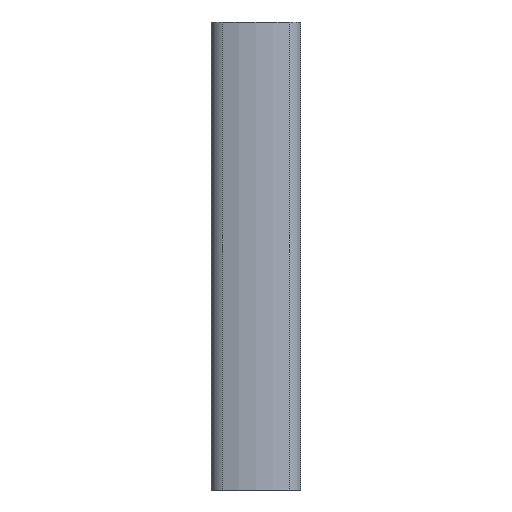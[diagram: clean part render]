
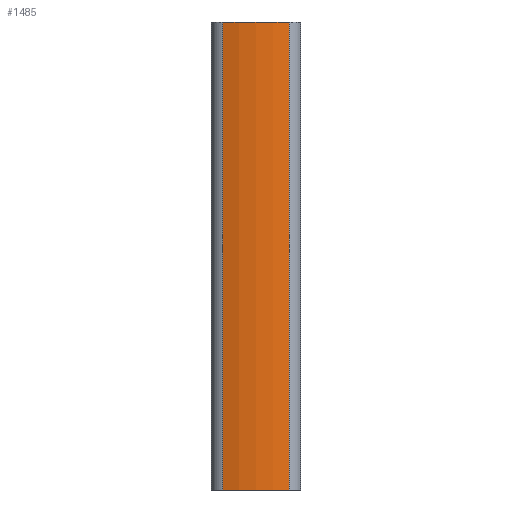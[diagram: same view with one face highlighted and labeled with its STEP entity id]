
A CAD part, front view. The second image highlights one B-rep face of the part: STEP entity #1485.
In plain terms, the highlighted cylindrical face has radius 12.3 mm (diameter 24.6 mm), a partial arc.
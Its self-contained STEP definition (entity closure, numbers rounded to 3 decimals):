
#45 = PLANE('',#46);
#46 = AXIS2_PLACEMENT_3D('',#47,#48,#49);
#47 = CARTESIAN_POINT('',(0.,-9.634,1.8));
#48 = DIRECTION('',(0.,0.,1.));
#49 = DIRECTION('',(-1.,0.,0.));
#102 = PLANE('',#103);
#103 = AXIS2_PLACEMENT_3D('',#104,#105,#106);
#104 = CARTESIAN_POINT('',(0.,-9.634,56.8));
#105 = DIRECTION('',(0.,0.,1.));
#106 = DIRECTION('',(-1.,0.,0.));
#146 = VERTEX_POINT('',#147);
#147 = CARTESIAN_POINT('',(3.914,-11.661,1.8));
#207 = ( BOUNDED_SURFACE() B_SPLINE_SURFACE(2,2,(
    (#208,#209,#210,#211,#212)
    ,(#213,#214,#215,#216,#217)
    ,(#218,#219,#220,#221,#222
)),.UNSPECIFIED.,.F.,.F.,.F.) B_SPLINE_SURFACE_WITH_KNOTS((3,3),(3,1,1,3
    ),(0.,55.),(-3.366,0.,55.,58.366),.UNSPECIFIED.) 
GEOMETRIC_REPRESENTATION_ITEM() RATIONAL_B_SPLINE_SURFACE((
    (1.,1.,1.,1.,1.)
    ,(0.599,0.599,0.599,0.599
      ,0.599)
,(1.,1.,1.,1.,1.))) REPRESENTATION_ITEM('') SURFACE() );
#208 = CARTESIAN_POINT('',(4.916,-8.618,-1.566));
#209 = CARTESIAN_POINT('',(4.916,-8.618,0.117));
#210 = CARTESIAN_POINT('',(4.916,-8.618,29.3));
#211 = CARTESIAN_POINT('',(4.916,-8.618,58.483));
#212 = CARTESIAN_POINT('',(4.916,-8.618,60.166));
#213 = CARTESIAN_POINT('',(6.449,-10.81,-1.566));
#214 = CARTESIAN_POINT('',(6.449,-10.81,0.117));
#215 = CARTESIAN_POINT('',(6.449,-10.81,29.3));
#216 = CARTESIAN_POINT('',(6.449,-10.81,58.483));
#217 = CARTESIAN_POINT('',(6.449,-10.81,60.166));
#218 = CARTESIAN_POINT('',(3.914,-11.661,-1.566));
#219 = CARTESIAN_POINT('',(3.914,-11.661,0.117));
#220 = CARTESIAN_POINT('',(3.914,-11.661,29.3));
#221 = CARTESIAN_POINT('',(3.914,-11.661,58.483));
#222 = CARTESIAN_POINT('',(3.914,-11.661,60.166));
#663 = VERTEX_POINT('',#664);
#664 = CARTESIAN_POINT('',(-3.914,-11.661,1.8));
#724 = ( BOUNDED_SURFACE() B_SPLINE_SURFACE(2,2,(
    (#725,#726,#727,#728,#729)
    ,(#730,#731,#732,#733,#734)
    ,(#735,#736,#737,#738,#739
)),.UNSPECIFIED.,.F.,.F.,.F.) B_SPLINE_SURFACE_WITH_KNOTS((3,3),(3,1,1,3
    ),(0.,55.),(-3.366,0.,55.,58.366),.UNSPECIFIED.) 
GEOMETRIC_REPRESENTATION_ITEM() RATIONAL_B_SPLINE_SURFACE((
    (1.,1.,1.,1.,1.)
    ,(0.599,0.599,0.599,0.599
      ,0.599)
,(1.,1.,1.,1.,1.))) REPRESENTATION_ITEM('') SURFACE() );
#725 = CARTESIAN_POINT('',(-4.916,-8.618,-1.566));
#726 = CARTESIAN_POINT('',(-4.916,-8.618,0.117));
#727 = CARTESIAN_POINT('',(-4.916,-8.618,29.3));
#728 = CARTESIAN_POINT('',(-4.916,-8.618,58.483));
#729 = CARTESIAN_POINT('',(-4.916,-8.618,60.166));
#730 = CARTESIAN_POINT('',(-6.449,-10.81,-1.566));
#731 = CARTESIAN_POINT('',(-6.449,-10.81,0.117));
#732 = CARTESIAN_POINT('',(-6.449,-10.81,29.3));
#733 = CARTESIAN_POINT('',(-6.449,-10.81,58.483));
#734 = CARTESIAN_POINT('',(-6.449,-10.81,60.166));
#735 = CARTESIAN_POINT('',(-3.914,-11.661,-1.566));
#736 = CARTESIAN_POINT('',(-3.914,-11.661,0.117));
#737 = CARTESIAN_POINT('',(-3.914,-11.661,29.3));
#738 = CARTESIAN_POINT('',(-3.914,-11.661,58.483));
#739 = CARTESIAN_POINT('',(-3.914,-11.661,60.166));
#770 = EDGE_CURVE('',#663,#146,#771,.T.);
#771 = SURFACE_CURVE('',#772,(#777,#784),.PCURVE_S1.);
#772 = CIRCLE('',#773,12.3);
#773 = AXIS2_PLACEMENT_3D('',#774,#775,#776);
#774 = CARTESIAN_POINT('',(0.,0.,1.8));
#775 = DIRECTION('',(0.,0.,1.));
#776 = DIRECTION('',(-1.,0.,0.));
#777 = PCURVE('',#45,#778);
#778 = DEFINITIONAL_REPRESENTATION('',(#779),#783);
#779 = CIRCLE('',#780,12.3);
#780 = AXIS2_PLACEMENT_2D('',#781,#782);
#781 = CARTESIAN_POINT('',(0.,-9.634));
#782 = DIRECTION('',(1.,0.));
#783 = ( GEOMETRIC_REPRESENTATION_CONTEXT(2) 
PARAMETRIC_REPRESENTATION_CONTEXT() REPRESENTATION_CONTEXT('2D SPACE',''
  ) );
#784 = PCURVE('',#785,#790);
#785 = CYLINDRICAL_SURFACE('',#786,12.3);
#786 = AXIS2_PLACEMENT_3D('',#787,#788,#789);
#787 = CARTESIAN_POINT('',(0.,0.,1.8));
#788 = DIRECTION('',(0.,0.,-1.));
#789 = DIRECTION('',(-1.,0.,0.));
#790 = DEFINITIONAL_REPRESENTATION('',(#791),#795);
#791 = LINE('',#792,#793);
#792 = CARTESIAN_POINT('',(-0.,0.));
#793 = VECTOR('',#794,1.);
#794 = DIRECTION('',(-1.,0.));
#795 = ( GEOMETRIC_REPRESENTATION_CONTEXT(2) 
PARAMETRIC_REPRESENTATION_CONTEXT() REPRESENTATION_CONTEXT('2D SPACE',''
  ) );
#907 = VERTEX_POINT('',#908);
#908 = CARTESIAN_POINT('',(3.914,-11.661,56.8));
#1296 = VERTEX_POINT('',#1297);
#1297 = CARTESIAN_POINT('',(-3.914,-11.661,56.8));
#1387 = EDGE_CURVE('',#1296,#907,#1388,.T.);
#1388 = SURFACE_CURVE('',#1389,(#1394,#1401),.PCURVE_S1.);
#1389 = CIRCLE('',#1390,12.3);
#1390 = AXIS2_PLACEMENT_3D('',#1391,#1392,#1393);
#1391 = CARTESIAN_POINT('',(0.,0.,56.8));
#1392 = DIRECTION('',(0.,0.,1.));
#1393 = DIRECTION('',(-1.,0.,0.));
#1394 = PCURVE('',#102,#1395);
#1395 = DEFINITIONAL_REPRESENTATION('',(#1396),#1400);
#1396 = CIRCLE('',#1397,12.3);
#1397 = AXIS2_PLACEMENT_2D('',#1398,#1399);
#1398 = CARTESIAN_POINT('',(0.,-9.634));
#1399 = DIRECTION('',(1.,0.));
#1400 = ( GEOMETRIC_REPRESENTATION_CONTEXT(2) 
PARAMETRIC_REPRESENTATION_CONTEXT() REPRESENTATION_CONTEXT('2D SPACE',''
  ) );
#1401 = PCURVE('',#785,#1402);
#1402 = DEFINITIONAL_REPRESENTATION('',(#1403),#1407);
#1403 = LINE('',#1404,#1405);
#1404 = CARTESIAN_POINT('',(-0.,-55.));
#1405 = VECTOR('',#1406,1.);
#1406 = DIRECTION('',(-1.,0.));
#1407 = ( GEOMETRIC_REPRESENTATION_CONTEXT(2) 
PARAMETRIC_REPRESENTATION_CONTEXT() REPRESENTATION_CONTEXT('2D SPACE',''
  ) );
#1436 = EDGE_CURVE('',#146,#907,#1437,.T.);
#1437 = SURFACE_CURVE('',#1438,(#1444,#1451),.PCURVE_S1.);
#1438 = B_SPLINE_CURVE_WITH_KNOTS('',2,(#1439,#1440,#1441,#1442,#1443),
  .UNSPECIFIED.,.F.,.F.,(3,1,1,3),(-3.366,0.,55.,58.366)
  ,.UNSPECIFIED.);
#1439 = CARTESIAN_POINT('',(3.914,-11.661,-1.566));
#1440 = CARTESIAN_POINT('',(3.914,-11.661,0.117));
#1441 = CARTESIAN_POINT('',(3.914,-11.661,29.3));
#1442 = CARTESIAN_POINT('',(3.914,-11.661,58.483));
#1443 = CARTESIAN_POINT('',(3.914,-11.661,60.166));
#1444 = PCURVE('',#207,#1445);
#1445 = DEFINITIONAL_REPRESENTATION('',(#1446),#1450);
#1446 = LINE('',#1447,#1448);
#1447 = CARTESIAN_POINT('',(55.,0.));
#1448 = VECTOR('',#1449,1.);
#1449 = DIRECTION('',(0.,1.));
#1450 = ( GEOMETRIC_REPRESENTATION_CONTEXT(2) 
PARAMETRIC_REPRESENTATION_CONTEXT() REPRESENTATION_CONTEXT('2D SPACE',''
  ) );
#1451 = PCURVE('',#785,#1452);
#1452 = DEFINITIONAL_REPRESENTATION('',(#1453),#1456);
#1453 = B_SPLINE_CURVE_WITH_KNOTS('',1,(#1454,#1455),.UNSPECIFIED.,.F.,
  .F.,(2,2),(0.,55.),.PIECEWISE_BEZIER_KNOTS.);
#1454 = CARTESIAN_POINT('',(-1.895,0.));
#1455 = CARTESIAN_POINT('',(-1.895,-55.));
#1456 = ( GEOMETRIC_REPRESENTATION_CONTEXT(2) 
PARAMETRIC_REPRESENTATION_CONTEXT() REPRESENTATION_CONTEXT('2D SPACE',''
  ) );
#1485 = ADVANCED_FACE('',(#1486),#785,.T.);
#1486 = FACE_BOUND('',#1487,.F.);
#1487 = EDGE_LOOP('',(#1488,#1489,#1511,#1512));
#1488 = ORIENTED_EDGE('',*,*,#770,.F.);
#1489 = ORIENTED_EDGE('',*,*,#1490,.T.);
#1490 = EDGE_CURVE('',#663,#1296,#1491,.T.);
#1491 = SURFACE_CURVE('',#1492,(#1498,#1504),.PCURVE_S1.);
#1492 = B_SPLINE_CURVE_WITH_KNOTS('',2,(#1493,#1494,#1495,#1496,#1497),
  .UNSPECIFIED.,.F.,.F.,(3,1,1,3),(-3.366,0.,55.,58.366)
  ,.UNSPECIFIED.);
#1493 = CARTESIAN_POINT('',(-3.914,-11.661,-1.566));
#1494 = CARTESIAN_POINT('',(-3.914,-11.661,0.117));
#1495 = CARTESIAN_POINT('',(-3.914,-11.661,29.3));
#1496 = CARTESIAN_POINT('',(-3.914,-11.661,58.483));
#1497 = CARTESIAN_POINT('',(-3.914,-11.661,60.166));
#1498 = PCURVE('',#785,#1499);
#1499 = DEFINITIONAL_REPRESENTATION('',(#1500),#1503);
#1500 = B_SPLINE_CURVE_WITH_KNOTS('',1,(#1501,#1502),.UNSPECIFIED.,.F.,
  .F.,(2,2),(0.,55.),.PIECEWISE_BEZIER_KNOTS.);
#1501 = CARTESIAN_POINT('',(-1.247,0.));
#1502 = CARTESIAN_POINT('',(-1.247,-55.));
#1503 = ( GEOMETRIC_REPRESENTATION_CONTEXT(2) 
PARAMETRIC_REPRESENTATION_CONTEXT() REPRESENTATION_CONTEXT('2D SPACE',''
  ) );
#1504 = PCURVE('',#724,#1505);
#1505 = DEFINITIONAL_REPRESENTATION('',(#1506),#1510);
#1506 = LINE('',#1507,#1508);
#1507 = CARTESIAN_POINT('',(55.,0.));
#1508 = VECTOR('',#1509,1.);
#1509 = DIRECTION('',(0.,1.));
#1510 = ( GEOMETRIC_REPRESENTATION_CONTEXT(2) 
PARAMETRIC_REPRESENTATION_CONTEXT() REPRESENTATION_CONTEXT('2D SPACE',''
  ) );
#1511 = ORIENTED_EDGE('',*,*,#1387,.T.);
#1512 = ORIENTED_EDGE('',*,*,#1436,.F.);
